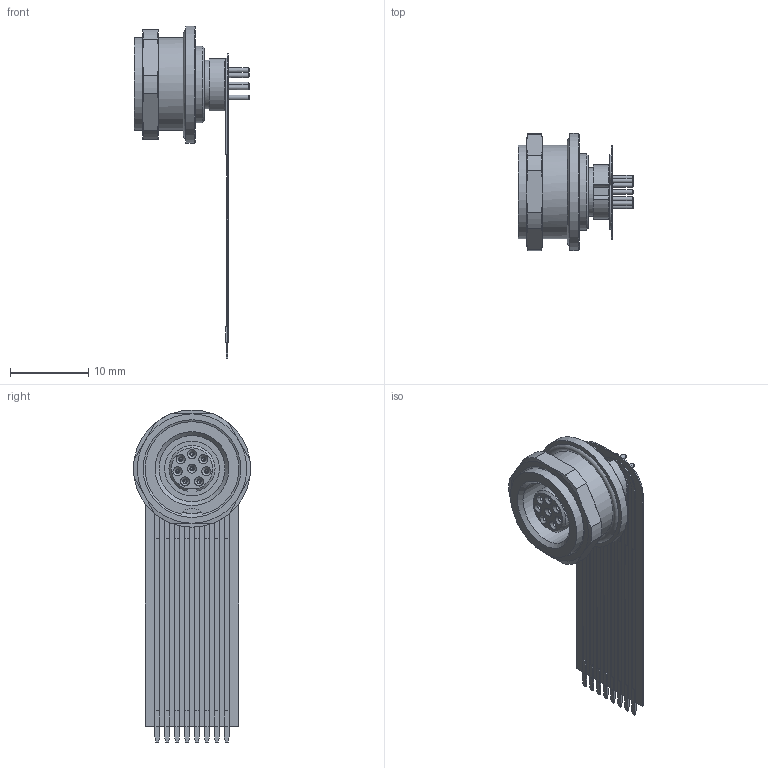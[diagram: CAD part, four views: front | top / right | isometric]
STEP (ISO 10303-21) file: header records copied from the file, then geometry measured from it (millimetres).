
FILE_DESCRIPTION(/* description */ (''),/* implementation_level */ '2;1');
FILE_NAME(/* name */ '09-0428-65-08_bg.stp',/* time_stamp */ '2010-09-01T15:48:18+02:00',/* author */ (''),/* organization */ (''),/* preprocessor_version */ 'ST-DEVELOPER v11',/* originating_system */ 'UGS - NX 5.0',/* authorisation */ '');
FILE_SCHEMA (('CONFIG_CONTROL_DESIGN'));
Length unit declared in the file: millimetre
Products named in the file (1): kborF7AB2bqs
Bounding box: 14.8 x 15 x 42.5 mm (x, y, z)
Volume: 1113.1 mm3; surface area: 2309 mm2
Topology: 1 solids, 1 shells, 457 faces, 1256 edges, 827 vertices
Faces by surface type: plane 242, cylinder 139, cone 42, extrusion 16, bspline 16, torus 2
Full cylindrical faces by diameter (mm): 0.57 x8, 0.6 x8, 1 x8, 6.2 x1, 7 x1, 8.459 x1, 9.05 x1, 9.8 x1, 12 x1, 15 x1
Entity records: 14526 total; most frequent: CARTESIAN_POINT 3259, DIRECTION 2310, ORIENTED_EDGE 2262, EDGE_CURVE 1131, AXIS2_PLACEMENT_3D 815, VERTEX_POINT 780, VECTOR 680, LINE 664
